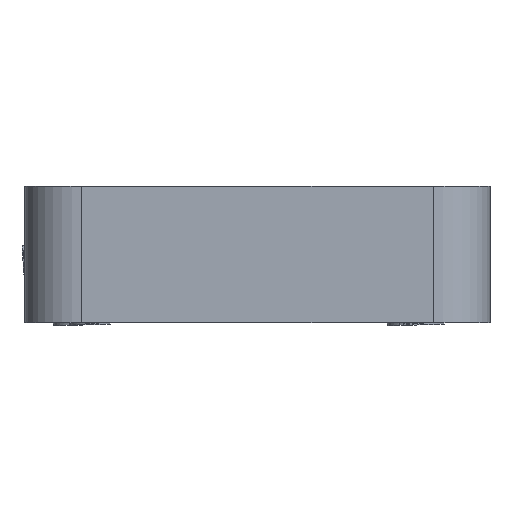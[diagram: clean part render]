
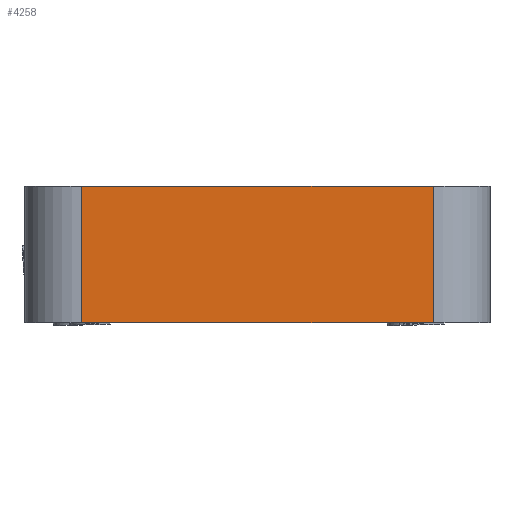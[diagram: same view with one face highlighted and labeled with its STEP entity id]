
A CAD part, front view. The second image highlights one B-rep face of the part: STEP entity #4258.
In plain terms, the highlighted planar face has unit normal (0, -1, 0).
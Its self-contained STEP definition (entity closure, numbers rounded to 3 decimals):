
#309 = DIRECTION ( 'NONE',  ( 1., 0., 0. ) ) ;
#488 = LINE ( 'NONE', #23522, #22868 ) ;
#1213 = AXIS2_PLACEMENT_3D ( 'NONE', #10946, #19470, #13099 ) ;
#2502 = EDGE_CURVE ( 'NONE', #2645, #16536, #8504, .T. ) ;
#2645 = VERTEX_POINT ( 'NONE', #3222 ) ;
#2825 = LINE ( 'NONE', #4433, #11828 ) ;
#3222 = CARTESIAN_POINT ( 'NONE',  ( -5., -10., 0. ) ) ;
#3235 = EDGE_CURVE ( 'NONE', #16536, #20453, #11182, .T. ) ;
#4074 = CARTESIAN_POINT ( 'NONE',  ( 25.8, -10., 12. ) ) ;
#4199 = EDGE_CURVE ( 'NONE', #22752, #2645, #2825, .T. ) ;
#4258 = ADVANCED_FACE ( 'NONE', ( #23183 ), #17480, .F. ) ;
#4433 = CARTESIAN_POINT ( 'NONE',  ( -5., -10., 0. ) ) ;
#6730 = EDGE_LOOP ( 'NONE', ( #12275, #7645, #27054, #17647 ) ) ;
#7630 = CARTESIAN_POINT ( 'NONE',  ( -5., -10., 12. ) ) ;
#7645 = ORIENTED_EDGE ( 'NONE', *, *, #3235, .T. ) ;
#8504 = LINE ( 'NONE', #17959, #17867 ) ;
#10946 = CARTESIAN_POINT ( 'NONE',  ( -10., -10., 12. ) ) ;
#11182 = LINE ( 'NONE', #27339, #16190 ) ;
#11828 = VECTOR ( 'NONE', #17294, 1000. ) ;
#12275 = ORIENTED_EDGE ( 'NONE', *, *, #2502, .T. ) ;
#12934 = CARTESIAN_POINT ( 'NONE',  ( 25.8, -10., 0. ) ) ;
#13099 = DIRECTION ( 'NONE',  ( 0., 0., 1. ) ) ;
#14570 = DIRECTION ( 'NONE',  ( 0., 0., 1. ) ) ;
#16163 = DIRECTION ( 'NONE',  ( 1., 0., 0. ) ) ;
#16190 = VECTOR ( 'NONE', #14570, 1000. ) ;
#16536 = VERTEX_POINT ( 'NONE', #12934 ) ;
#16991 = EDGE_CURVE ( 'NONE', #22752, #20453, #488, .T. ) ;
#17294 = DIRECTION ( 'NONE',  ( 0., 0., -1. ) ) ;
#17480 = PLANE ( 'NONE',  #1213 ) ;
#17647 = ORIENTED_EDGE ( 'NONE', *, *, #4199, .T. ) ;
#17867 = VECTOR ( 'NONE', #16163, 1000. ) ;
#17959 = CARTESIAN_POINT ( 'NONE',  ( -10., -10., 0. ) ) ;
#19470 = DIRECTION ( 'NONE',  ( 0., 1., 0. ) ) ;
#20453 = VERTEX_POINT ( 'NONE', #4074 ) ;
#22752 = VERTEX_POINT ( 'NONE', #7630 ) ;
#22868 = VECTOR ( 'NONE', #309, 1000. ) ;
#23183 = FACE_OUTER_BOUND ( 'NONE', #6730, .T. ) ;
#23522 = CARTESIAN_POINT ( 'NONE',  ( -10., -10., 12. ) ) ;
#27054 = ORIENTED_EDGE ( 'NONE', *, *, #16991, .F. ) ;
#27339 = CARTESIAN_POINT ( 'NONE',  ( 25.8, -10., 12. ) ) ;
